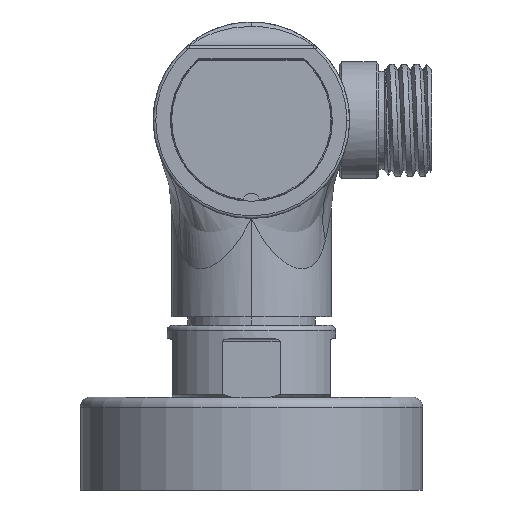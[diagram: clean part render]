
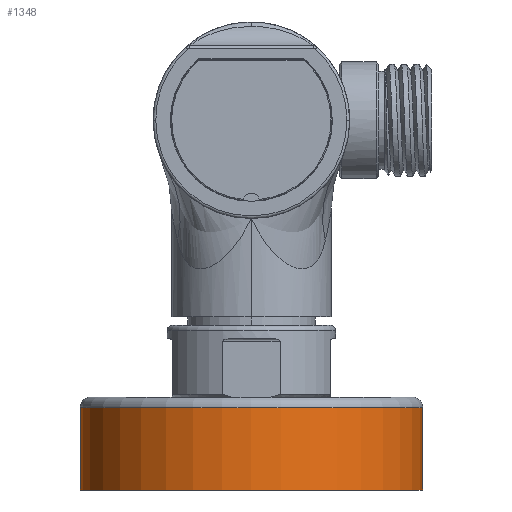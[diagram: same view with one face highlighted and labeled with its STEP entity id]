
A CAD part, left-side view. The second image highlights one B-rep face of the part: STEP entity #1348.
In plain terms, the highlighted cylindrical face has radius 32.25 mm (diameter 64.5 mm), a partial arc.
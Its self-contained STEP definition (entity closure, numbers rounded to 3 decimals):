
#179 = CARTESIAN_POINT ( 'NONE',  ( -75., 32.25, -54.1 ) ) ;
#491 = CARTESIAN_POINT ( 'NONE',  ( -75., 32.25, -69.6 ) ) ;
#820 = DIRECTION ( 'NONE',  ( 0., 0., -1. ) ) ;
#872 = CIRCLE ( 'NONE', #23012, 32.25 ) ;
#1228 = LINE ( 'NONE', #12953, #18520 ) ;
#1341 = DIRECTION ( 'NONE',  ( 0., 0., -1. ) ) ;
#1348 = ADVANCED_FACE ( 'NONE', ( #15819 ), #3315, .T. ) ;
#1360 = DIRECTION ( 'NONE',  ( 0., 0., -1. ) ) ;
#2418 = VERTEX_POINT ( 'NONE', #179 ) ;
#3129 = ORIENTED_EDGE ( 'NONE', *, *, #8431, .T. ) ;
#3271 = ORIENTED_EDGE ( 'NONE', *, *, #13578, .F. ) ;
#3315 = CYLINDRICAL_SURFACE ( 'NONE', #8092, 32.25 ) ;
#4620 = VERTEX_POINT ( 'NONE', #23298 ) ;
#5338 = DIRECTION ( 'NONE',  ( 0., 1., 0. ) ) ;
#7937 = DIRECTION ( 'NONE',  ( 0., 0., -1. ) ) ;
#8092 = AXIS2_PLACEMENT_3D ( 'NONE', #13312, #1360, #5338 ) ;
#8431 = EDGE_CURVE ( 'NONE', #2418, #9897, #1228, .T. ) ;
#9897 = VERTEX_POINT ( 'NONE', #491 ) ;
#10161 = EDGE_LOOP ( 'NONE', ( #3271, #10645, #3129, #14050 ) ) ;
#10645 = ORIENTED_EDGE ( 'NONE', *, *, #18281, .T. ) ;
#12953 = CARTESIAN_POINT ( 'NONE',  ( -75., 32.25, -100.041 ) ) ;
#13312 = CARTESIAN_POINT ( 'NONE',  ( -75., 0., -100.041 ) ) ;
#13578 = EDGE_CURVE ( 'NONE', #4620, #14254, #14927, .T. ) ;
#14050 = ORIENTED_EDGE ( 'NONE', *, *, #14779, .F. ) ;
#14102 = AXIS2_PLACEMENT_3D ( 'NONE', #21293, #7937, #15337 ) ;
#14254 = VERTEX_POINT ( 'NONE', #20975 ) ;
#14779 = EDGE_CURVE ( 'NONE', #14254, #9897, #21800, .T. ) ;
#14927 = LINE ( 'NONE', #18772, #17952 ) ;
#15337 = DIRECTION ( 'NONE',  ( 0., 1., 0. ) ) ;
#15819 = FACE_OUTER_BOUND ( 'NONE', #10161, .T. ) ;
#17952 = VECTOR ( 'NONE', #22728, 1000. ) ;
#18116 = CARTESIAN_POINT ( 'NONE',  ( -75., 0., -54.1 ) ) ;
#18281 = EDGE_CURVE ( 'NONE', #4620, #2418, #872, .T. ) ;
#18520 = VECTOR ( 'NONE', #1341, 1000. ) ;
#18772 = CARTESIAN_POINT ( 'NONE',  ( -75., -32.25, -100.041 ) ) ;
#19989 = DIRECTION ( 'NONE',  ( 0., 1., 0. ) ) ;
#20975 = CARTESIAN_POINT ( 'NONE',  ( -75., -32.25, -69.6 ) ) ;
#21293 = CARTESIAN_POINT ( 'NONE',  ( -75., 0., -69.6 ) ) ;
#21800 = CIRCLE ( 'NONE', #14102, 32.25 ) ;
#22728 = DIRECTION ( 'NONE',  ( 0., 0., -1. ) ) ;
#23012 = AXIS2_PLACEMENT_3D ( 'NONE', #18116, #820, #19989 ) ;
#23298 = CARTESIAN_POINT ( 'NONE',  ( -75., -32.25, -54.1 ) ) ;
